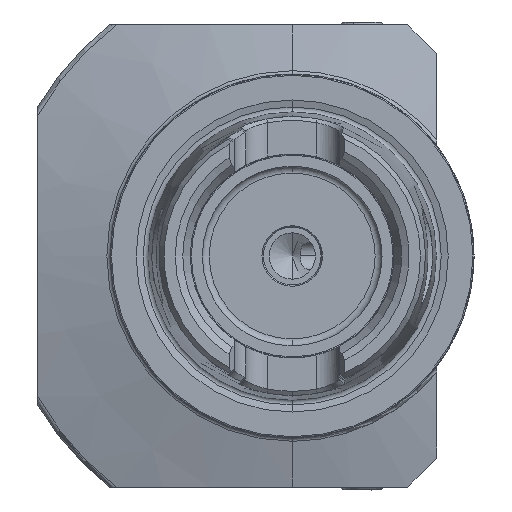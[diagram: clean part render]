
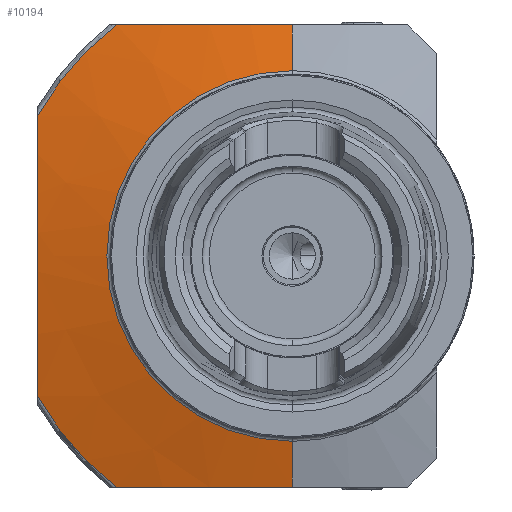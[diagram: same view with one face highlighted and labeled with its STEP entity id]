
A CAD part, left-side view. The second image highlights one B-rep face of the part: STEP entity #10194.
In plain terms, the highlighted conical face has half-angle 75 degrees and reference radius 50.259 mm.
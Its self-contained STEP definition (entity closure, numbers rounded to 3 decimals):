
#40 = EDGE_CURVE ( 'NONE', #5030, #10401, #8564, .T. ) ;
#113 = DIRECTION ( 'NONE',  ( 0., 0., 1. ) ) ;
#286 = CARTESIAN_POINT ( 'NONE',  ( 26.214, 25.378, -40. ) ) ;
#482 = DIRECTION ( 'NONE',  ( 0., 0., -1. ) ) ;
#585 = CIRCLE ( 'NONE', #10896, 50.259 ) ;
#705 = ORIENTED_EDGE ( 'NONE', *, *, #2369, .F. ) ;
#855 = CARTESIAN_POINT ( 'NONE',  ( 25.507, 44., 8.078 ) ) ;
#856 = ORIENTED_EDGE ( 'NONE', *, *, #10925, .F. ) ;
#1174 = CARTESIAN_POINT ( 'NONE',  ( 27.033, 0., -50.259 ) ) ;
#1359 = FACE_OUTER_BOUND ( 'NONE', #8984, .T. ) ;
#1382 = DIRECTION ( 'NONE',  ( 1., 0., 0. ) ) ;
#1674 = LINE ( 'NONE', #1174, #9537 ) ;
#1814 = CARTESIAN_POINT ( 'NONE',  ( 26.51, 44., -20.247 ) ) ;
#1855 = CARTESIAN_POINT ( 'NONE',  ( 26.508, 44., 20.234 ) ) ;
#1941 = ORIENTED_EDGE ( 'NONE', *, *, #3381, .F. ) ;
#2175 = CARTESIAN_POINT ( 'NONE',  ( 22.159, 0., 32.068 ) ) ;
#2295 = EDGE_CURVE ( 'NONE', #10193, #12299, #9534, .T. ) ;
#2369 = EDGE_CURVE ( 'NONE', #5594, #10401, #2473, .T. ) ;
#2423 = VERTEX_POINT ( 'NONE', #4545 ) ;
#2450 = CARTESIAN_POINT ( 'NONE',  ( 27.033, 0., 0. ) ) ;
#2473 = B_SPLINE_CURVE_WITH_KNOTS ( 'NONE', 3,
 ( #9273, #8531, #4428, #9358, #9681, #9903, #10506, #11192 ),
 .UNSPECIFIED., .F., .F.,
 ( 4, 2, 2, 4 ),
 ( 0.117, 0.132, 0.14, 0.147 ),
 .UNSPECIFIED. ) ;
#3186 = CARTESIAN_POINT ( 'NONE',  ( 27.033, 0., 50.259 ) ) ;
#3216 = EDGE_CURVE ( 'NONE', #5594, #10708, #585, .T. ) ;
#3247 = CARTESIAN_POINT ( 'NONE',  ( 24.284, 0., -40. ) ) ;
#3321 = VECTOR ( 'NONE', #6326, 1000. ) ;
#3381 = EDGE_CURVE ( 'NONE', #2423, #12299, #12128, .T. ) ;
#3389 = CONICAL_SURFACE ( 'NONE', #6391, 50.259, 1.309 ) ;
#4184 = DIRECTION ( 'NONE',  ( 0.259, 0., -0.966 ) ) ;
#4288 = CIRCLE ( 'NONE', #11173, 32.068 ) ;
#4295 = CARTESIAN_POINT ( 'NONE',  ( 27.033, 44., 24.289 ) ) ;
#4428 = CARTESIAN_POINT ( 'NONE',  ( 25.521, 20.319, 40. ) ) ;
#4455 = CARTESIAN_POINT ( 'NONE',  ( 27.033, 30.429, 40. ) ) ;
#4545 = CARTESIAN_POINT ( 'NONE',  ( 24.284, 0., -40. ) ) ;
#4890 = AXIS2_PLACEMENT_3D ( 'NONE', #5822, #5865, #5939 ) ;
#5030 = VERTEX_POINT ( 'NONE', #2175 ) ;
#5214 = CARTESIAN_POINT ( 'NONE',  ( 24.605, 10.176, -40. ) ) ;
#5374 = CARTESIAN_POINT ( 'NONE',  ( 27.033, 44., -24.289 ) ) ;
#5431 = EDGE_CURVE ( 'NONE', #8885, #2423, #1674, .T. ) ;
#5594 = VERTEX_POINT ( 'NONE', #4455 ) ;
#5764 = DIRECTION ( 'NONE',  ( 1., 0., 0. ) ) ;
#5777 = CARTESIAN_POINT ( 'NONE',  ( 25.509, 44., -8.115 ) ) ;
#5822 = CARTESIAN_POINT ( 'NONE',  ( 27.033, 0., 0. ) ) ;
#5865 = DIRECTION ( 'NONE',  ( -1., 0., 0. ) ) ;
#5939 = DIRECTION ( 'NONE',  ( 0., 0., 1. ) ) ;
#6186 = CARTESIAN_POINT ( 'NONE',  ( 25.521, 20.319, -40. ) ) ;
#6281 = B_SPLINE_CURVE_WITH_KNOTS ( 'NONE', 3,
 ( #8705, #1814, #11636, #5777, #12605, #6764, #855, #7760, #1855, #8757 ),
 .UNSPECIFIED., .F., .F.,
 ( 4, 2, 2, 2, 4 ),
 ( 0.059, 0.071, 0.084, 0.096, 0.108 ),
 .UNSPECIFIED. ) ;
#6326 = DIRECTION ( 'NONE',  ( 0.259, 0., 0.966 ) ) ;
#6391 = AXIS2_PLACEMENT_3D ( 'NONE', #2450, #1382, #482 ) ;
#6764 = CARTESIAN_POINT ( 'NONE',  ( 25.356, 44., 4.028 ) ) ;
#7203 = CARTESIAN_POINT ( 'NONE',  ( 27.033, 30.429, -40. ) ) ;
#7504 = ORIENTED_EDGE ( 'NONE', *, *, #2295, .T. ) ;
#7760 = CARTESIAN_POINT ( 'NONE',  ( 26.084, 44., 16.181 ) ) ;
#7967 = ORIENTED_EDGE ( 'NONE', *, *, #3216, .T. ) ;
#8531 = CARTESIAN_POINT ( 'NONE',  ( 26.214, 25.378, 40. ) ) ;
#8564 = LINE ( 'NONE', #3186, #3321 ) ;
#8576 = ORIENTED_EDGE ( 'NONE', *, *, #5431, .F. ) ;
#8591 = ORIENTED_EDGE ( 'NONE', *, *, #40, .T. ) ;
#8705 = CARTESIAN_POINT ( 'NONE',  ( 27.033, 44., -24.289 ) ) ;
#8757 = CARTESIAN_POINT ( 'NONE',  ( 27.033, 44., 24.289 ) ) ;
#8885 = VERTEX_POINT ( 'NONE', #9889 ) ;
#8984 = EDGE_LOOP ( 'NONE', ( #11466, #8591, #705, #7967, #856, #7504, #1941, #8576 ) ) ;
#9165 = CARTESIAN_POINT ( 'NONE',  ( 27.033, 30.429, -40. ) ) ;
#9273 = CARTESIAN_POINT ( 'NONE',  ( 27.033, 30.429, 40. ) ) ;
#9358 = CARTESIAN_POINT ( 'NONE',  ( 24.795, 12.714, 40. ) ) ;
#9534 = CIRCLE ( 'NONE', #4890, 50.259 ) ;
#9537 = VECTOR ( 'NONE', #4184, 1000. ) ;
#9585 = CARTESIAN_POINT ( 'NONE',  ( 24.284, 0., 40. ) ) ;
#9681 = CARTESIAN_POINT ( 'NONE',  ( 24.605, 10.176, 40. ) ) ;
#9889 = CARTESIAN_POINT ( 'NONE',  ( 22.159, 0., -32.068 ) ) ;
#9903 = CARTESIAN_POINT ( 'NONE',  ( 24.35, 5.093, 40. ) ) ;
#9962 = CARTESIAN_POINT ( 'NONE',  ( 27.033, 0., 0. ) ) ;
#10066 = DIRECTION ( 'NONE',  ( -1., 0., 0. ) ) ;
#10193 = VERTEX_POINT ( 'NONE', #5374 ) ;
#10194 = ADVANCED_FACE ( 'NONE', ( #1359 ), #3389, .T. ) ;
#10401 = VERTEX_POINT ( 'NONE', #9585 ) ;
#10506 = CARTESIAN_POINT ( 'NONE',  ( 24.284, 2.548, 40. ) ) ;
#10708 = VERTEX_POINT ( 'NONE', #4295 ) ;
#10896 = AXIS2_PLACEMENT_3D ( 'NONE', #9962, #10066, #113 ) ;
#10925 = EDGE_CURVE ( 'NONE', #10193, #10708, #6281, .T. ) ;
#11074 = CARTESIAN_POINT ( 'NONE',  ( 24.35, 5.093, -40. ) ) ;
#11173 = AXIS2_PLACEMENT_3D ( 'NONE', #11622, #5764, #12591 ) ;
#11192 = CARTESIAN_POINT ( 'NONE',  ( 24.284, 0., 40. ) ) ;
#11466 = ORIENTED_EDGE ( 'NONE', *, *, #12464, .T. ) ;
#11622 = CARTESIAN_POINT ( 'NONE',  ( 22.159, 0., 0. ) ) ;
#11636 = CARTESIAN_POINT ( 'NONE',  ( 26.087, 44., -16.204 ) ) ;
#11976 = CARTESIAN_POINT ( 'NONE',  ( 24.284, 2.548, -40. ) ) ;
#12045 = CARTESIAN_POINT ( 'NONE',  ( 24.795, 12.714, -40. ) ) ;
#12128 = B_SPLINE_CURVE_WITH_KNOTS ( 'NONE', 3,
 ( #3247, #11976, #11074, #5214, #12045, #6186, #286, #7203 ),
 .UNSPECIFIED., .F., .F.,
 ( 4, 2, 2, 4 ),
 ( 0.055, 0.062, 0.07, 0.085 ),
 .UNSPECIFIED. ) ;
#12299 = VERTEX_POINT ( 'NONE', #9165 ) ;
#12464 = EDGE_CURVE ( 'NONE', #8885, #5030, #4288, .T. ) ;
#12591 = DIRECTION ( 'NONE',  ( 0., 0., -1. ) ) ;
#12605 = CARTESIAN_POINT ( 'NONE',  ( 25.357, 44., -4.068 ) ) ;
